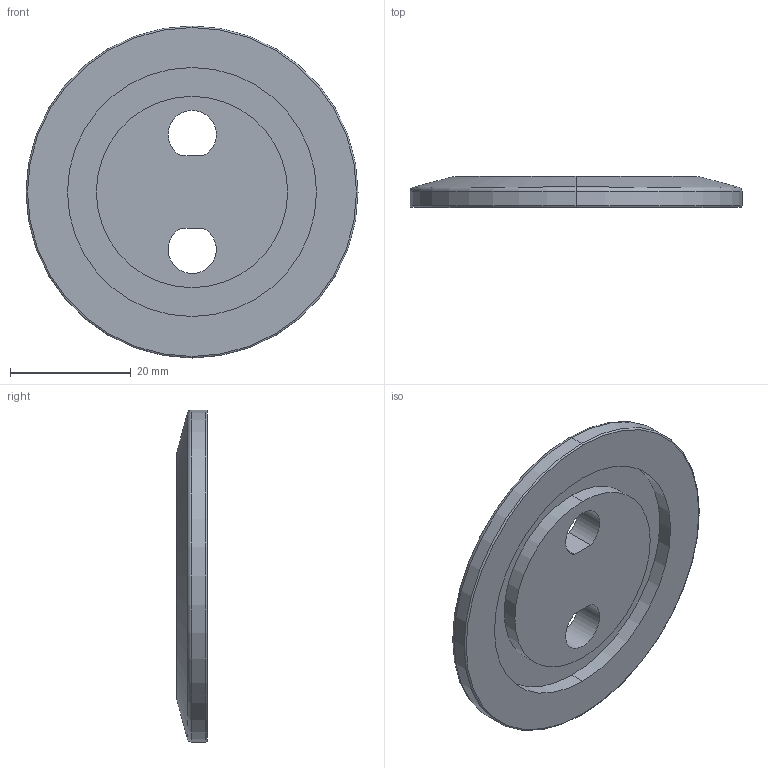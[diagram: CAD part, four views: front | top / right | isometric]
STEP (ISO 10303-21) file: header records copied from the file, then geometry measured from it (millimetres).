
FILE_DESCRIPTION (( 'STEP AP203' ), '1' );
FILE_NAME ('KF40_SMA_v1.STEP', '2021-09-06T01:33:32', ( '' ), ( '' ), 'SwSTEP 2.0', 'SolidWorks 2021', '' );
FILE_SCHEMA (( 'CONFIG_CONTROL_DESIGN' ));
Length unit declared in the file: inch
Products named in the file (1): KF40_SMA_v1
Bounding box: 55 x 5.1 x 55 mm (x, y, z)
Volume: 9147.5 mm3; surface area: 5921.5 mm2
Topology: 1 solids, 1 shells, 21 faces, 45 edges, 28 vertices
Faces by surface type: cylinder 9, plane 6, torus 4, cone 2
Entity records: 666 total; most frequent: DIRECTION 117, CARTESIAN_POINT 95, ORIENTED_EDGE 90, AXIS2_PLACEMENT_3D 50, EDGE_CURVE 45, CIRCLE 28, VERTEX_POINT 28, EDGE_LOOP 27
